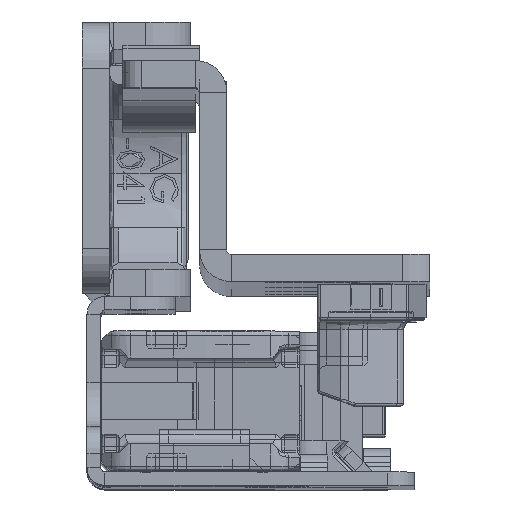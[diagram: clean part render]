
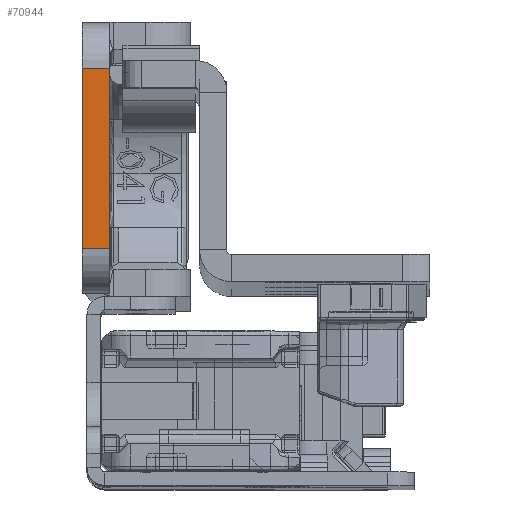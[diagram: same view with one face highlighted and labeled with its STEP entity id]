
A CAD part, top view. The second image highlights one B-rep face of the part: STEP entity #70944.
In plain terms, the highlighted planar face has unit normal (0, 0, 1).
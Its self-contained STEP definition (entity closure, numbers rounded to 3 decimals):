
#324 = ORIENTED_EDGE ( 'NONE', *, *, #19684, .T. ) ;
#1379 = ORIENTED_EDGE ( 'NONE', *, *, #60451, .F. ) ;
#1448 = EDGE_CURVE ( 'NONE', #70020, #53116, #60288, .T. ) ;
#2922 = DIRECTION ( 'NONE',  ( -1., 0., 0. ) ) ;
#4646 = FACE_OUTER_BOUND ( 'NONE', #45452, .T. ) ;
#10240 = LINE ( 'NONE', #61423, #35410 ) ;
#10833 = DIRECTION ( 'NONE',  ( 0., 0., -1. ) ) ;
#11299 = DIRECTION ( 'NONE',  ( 0., -1., 0. ) ) ;
#14528 = VECTOR ( 'NONE', #59991, 1000. ) ;
#15099 = ORIENTED_EDGE ( 'NONE', *, *, #30655, .T. ) ;
#17093 = ORIENTED_EDGE ( 'NONE', *, *, #1448, .F. ) ;
#17301 = CARTESIAN_POINT ( 'NONE',  ( 0., 10., 0. ) ) ;
#18391 = LINE ( 'NONE', #58242, #52162 ) ;
#19684 = EDGE_CURVE ( 'NONE', #51428, #54856, #18391, .T. ) ;
#22406 = CARTESIAN_POINT ( 'NONE',  ( 3., 10., 0. ) ) ;
#23153 = DIRECTION ( 'NONE',  ( -1., 0., 0. ) ) ;
#27672 = PLANE ( 'NONE',  #47080 ) ;
#30655 = EDGE_CURVE ( 'NONE', #54856, #53116, #10240, .T. ) ;
#31699 = VECTOR ( 'NONE', #2922, 1000. ) ;
#35381 = CARTESIAN_POINT ( 'NONE',  ( 0., -10., 0. ) ) ;
#35410 = VECTOR ( 'NONE', #11299, 1000. ) ;
#37274 = CARTESIAN_POINT ( 'NONE',  ( 3., -10., 0. ) ) ;
#45452 = EDGE_LOOP ( 'NONE', ( #17093, #1379, #324, #15099 ) ) ;
#46211 = DIRECTION ( 'NONE',  ( -1., 0., 0. ) ) ;
#46319 = CARTESIAN_POINT ( 'NONE',  ( 3., -10., 0. ) ) ;
#47080 = AXIS2_PLACEMENT_3D ( 'NONE', #60943, #10833, #23153 ) ;
#49761 = CARTESIAN_POINT ( 'NONE',  ( 3., -22.5, 0. ) ) ;
#51428 = VERTEX_POINT ( 'NONE', #22406 ) ;
#52162 = VECTOR ( 'NONE', #46211, 1000. ) ;
#53116 = VERTEX_POINT ( 'NONE', #35381 ) ;
#54856 = VERTEX_POINT ( 'NONE', #17301 ) ;
#58242 = CARTESIAN_POINT ( 'NONE',  ( 3., 10., 0. ) ) ;
#59991 = DIRECTION ( 'NONE',  ( 0., -1., 0. ) ) ;
#60288 = LINE ( 'NONE', #37274, #31699 ) ;
#60451 = EDGE_CURVE ( 'NONE', #51428, #70020, #61073, .T. ) ;
#60943 = CARTESIAN_POINT ( 'NONE',  ( 3., -22.5, 0. ) ) ;
#61073 = LINE ( 'NONE', #49761, #14528 ) ;
#61423 = CARTESIAN_POINT ( 'NONE',  ( 0., -22.5, 0. ) ) ;
#70020 = VERTEX_POINT ( 'NONE', #46319 ) ;
#70944 = ADVANCED_FACE ( 'NONE', ( #4646 ), #27672, .F. ) ;
